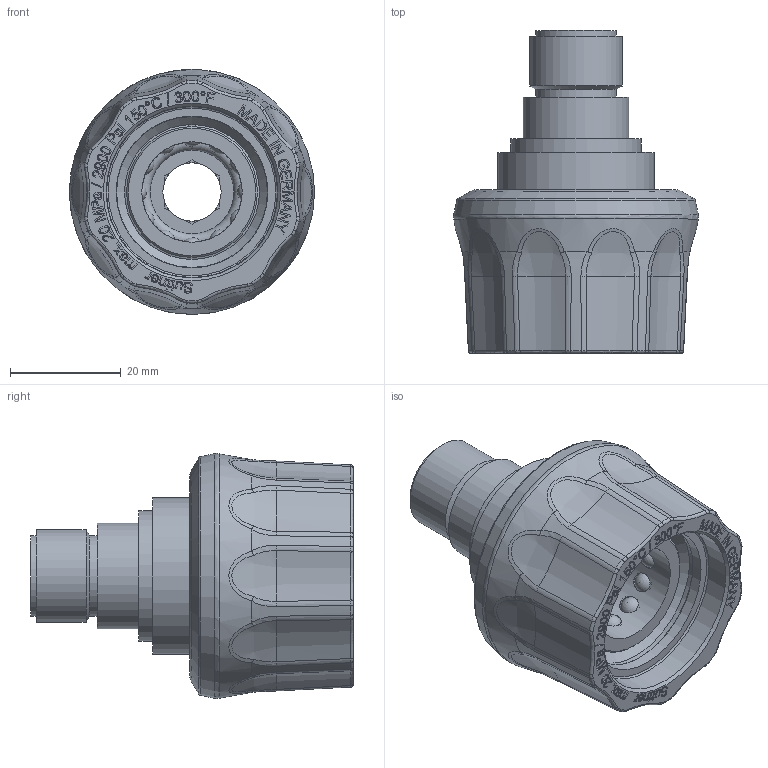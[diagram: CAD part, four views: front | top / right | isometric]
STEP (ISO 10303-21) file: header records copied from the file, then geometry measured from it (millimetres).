
FILE_DESCRIPTION(/* description */ ('Unknown'),/* implementation_level */ '2;1');
FILE_NAME(/* name */ '20 3100 475_1_ST-2720_Schnellverschluß',/* time_stamp */ '2017-12-13T09:56:58+01:00',/* author */ ('Unknown'),/* organization */ ('Unknown'),/* preprocessor_version */ 'ST-DEVELOPER v16.7',/* originating_system */ 'DEX',/* authorisation */ $);
FILE_SCHEMA (('AUTOMOTIVE_DESIGN {1 0 10303 214 3 1 1}'));
Length unit declared in the file: millimetre
Products named in the file (10): 20 3100 475_1_ST-2720_Schnellverschluß; 05-0670_O-Ring_15,1x2,7; 04-5477_3_Buchse_G3-8-AG; 05-0660_O-Ring_18x2; 06-0950_wellenring; 04-0210_niro-kugel_4mm; 11723_203100491_TM_Überwurfmutter_ST-3100_bl_Adf._00159318; 04-5480_hülse; 020003872_Handrad_Kuppl._ST-3100_bl._Adflex_00159289; 06-0960_druckfeder_d1,6
Assembly tree (20 placements, depth 3):
  20 3100 475_1_ST-2720_Schnellverschluß
    05-0670_O-Ring_15,1x2,7
    04-5477_3_Buchse_G3-8-AG
    05-0660_O-Ring_18x2
    06-0950_wellenring
    04-0210_niro-kugel_4mm  x12
    11723_203100491_TM_Überwurfmutter_ST-3100_bl_Adf._00159318
      04-5480_hülse
      020003872_Handrad_Kuppl._ST-3100_bl._Adflex_00159289
    06-0960_druckfeder_d1,6
Bounding box: 44.19 x 58.2 x 44.19 mm (x, y, z)
Volume: 31628.3 mm3; surface area: 22734.1 mm2
Topology: 19 solids, 19 shells, 675 faces, 1687 edges, 1103 vertices
Faces by surface type: bspline 418, plane 113, cone 58, cylinder 47, sphere 22, torus 17
Full cylindrical faces by diameter (mm): 4.2 x12, 10.5 x1, 14.5 x1, 14.6 x1, 15.9 x1, 16.66 x1, 18.1 x2, 19 x1, 20.3 x1, 21.5 x1, 21.8 x1, 23.5 x1, 23.6 x2, 24.35 x1, 27.5 x1, 28.2 x1, 28.4 x1, 31 x2, 31.5 x2, 31.8 x2, 32.7 x1
Entity records: 27095 total; most frequent: CARTESIAN_POINT 15218, ORIENTED_EDGE 3036, EDGE_CURVE 1518, DIRECTION 1362, VERTEX_POINT 1041, FACE_BOUND 865, EDGE_LOOP 862, ADVANCED_FACE 664
